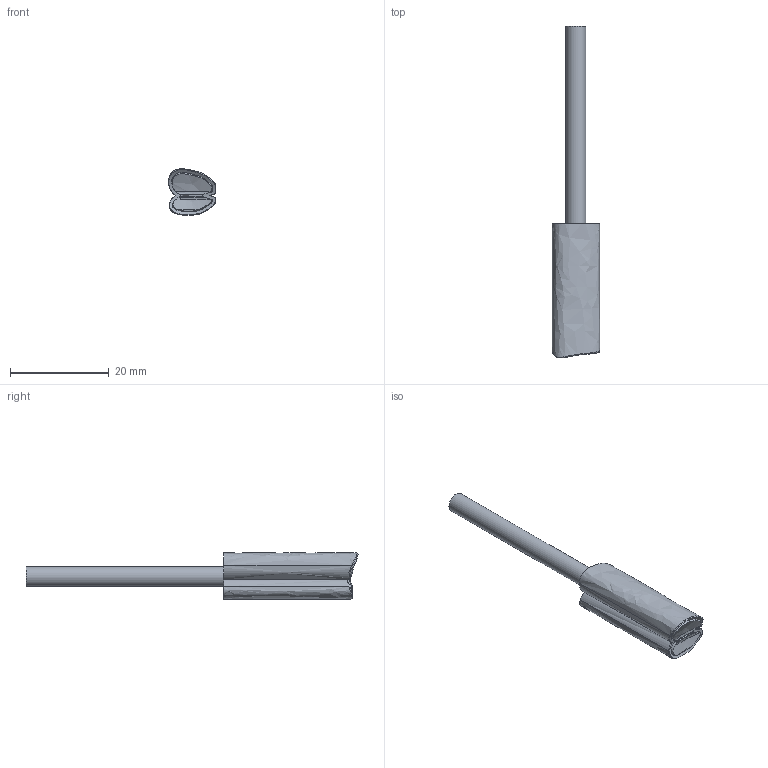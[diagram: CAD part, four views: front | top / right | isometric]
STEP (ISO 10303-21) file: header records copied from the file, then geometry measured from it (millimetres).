
FILE_DESCRIPTION(/* description */ (''),/* implementation_level */ '2;1');
FILE_NAME(/* name */ 'DHC Stamp Tool_Stamp_tool_DH_FR v1.step',/* time_stamp */ '2025-07-22T10:15:47+02:00',/* author */ (''),/* organization */ (''),/* preprocessor_version */ 'ST-DEVELOPER v20.1',/* originating_system */ 'Autodesk Translation Framework v14.10.0.0',/* authorisation */ '');
FILE_SCHEMA (('AUTOMOTIVE_DESIGN { 1 0 10303 214 3 1 1 }'));
Length unit declared in the file: metre
Products named in the file (1): DHC Stamp Tool_Stamp_tool_DH_FR
Bounding box: 9.54 x 67.15 x 9.39 mm (x, y, z)
Volume: 2402.8 mm3; surface area: 1555.3 mm2
Topology: 1 solids, 1 shells, 65 faces, 171 edges, 110 vertices
Faces by surface type: bspline 45, plane 11, cylinder 9
Full cylindrical faces by diameter (mm): 4 x1
Entity records: 5854 total; most frequent: CARTESIAN_POINT 4542, ORIENTED_EDGE 342, EDGE_CURVE 171, DIRECTION 129, VERTEX_POINT 110, B_SPLINE_CURVE_WITH_KNOTS 99, EDGE_LOOP 67, FACE_OUTER_BOUND 65
